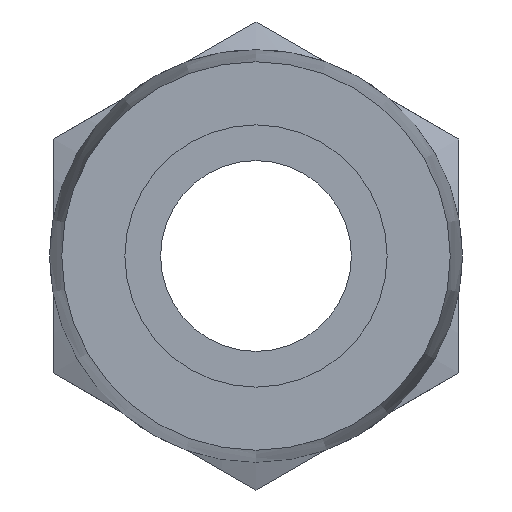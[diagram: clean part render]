
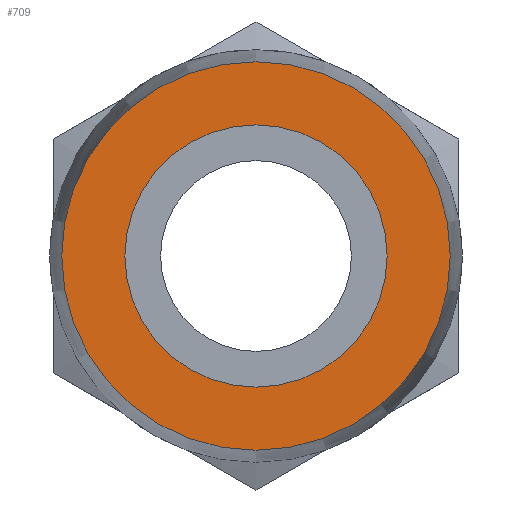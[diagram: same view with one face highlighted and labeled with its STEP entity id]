
A CAD part, front view. The second image highlights one B-rep face of the part: STEP entity #709.
In plain terms, the highlighted planar face has unit normal (0, -1, 0).
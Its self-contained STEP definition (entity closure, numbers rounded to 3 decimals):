
#44=PLANE('',#772);
#194=ORIENTED_EDGE('',*,*,#262,.T.);
#195=ORIENTED_EDGE('',*,*,#204,.F.);
#204=EDGE_CURVE('',#267,#267,#306,.T.);
#262=EDGE_CURVE('',#301,#301,#328,.T.);
#267=VERTEX_POINT('',#917);
#301=VERTEX_POINT('',#1128);
#306=CIRCLE('',#722,8.148);
#328=CIRCLE('',#773,5.5);
#367=EDGE_LOOP('',(#194));
#368=EDGE_LOOP('',(#195));
#411=FACE_BOUND('',#367,.T.);
#412=FACE_BOUND('',#368,.T.);
#709=ADVANCED_FACE('',(#411,#412),#44,.F.);
#722=AXIS2_PLACEMENT_3D('',#916,#789,#790);
#772=AXIS2_PLACEMENT_3D('',#1126,#895,#896);
#773=AXIS2_PLACEMENT_3D('',#1127,#897,#898);
#789=DIRECTION('',(0.,1.,0.));
#790=DIRECTION('',(0.,0.,1.));
#895=DIRECTION('',(0.,1.,0.));
#896=DIRECTION('',(0.,0.,1.));
#897=DIRECTION('',(0.,1.,0.));
#898=DIRECTION('',(1.,0.,0.));
#916=CARTESIAN_POINT('',(0.,-11.5,0.));
#917=CARTESIAN_POINT('',(0.,-11.5,8.148));
#1126=CARTESIAN_POINT('',(0.,-11.5,0.));
#1127=CARTESIAN_POINT('',(0.,-11.5,0.));
#1128=CARTESIAN_POINT('',(5.5,-11.5,0.));
